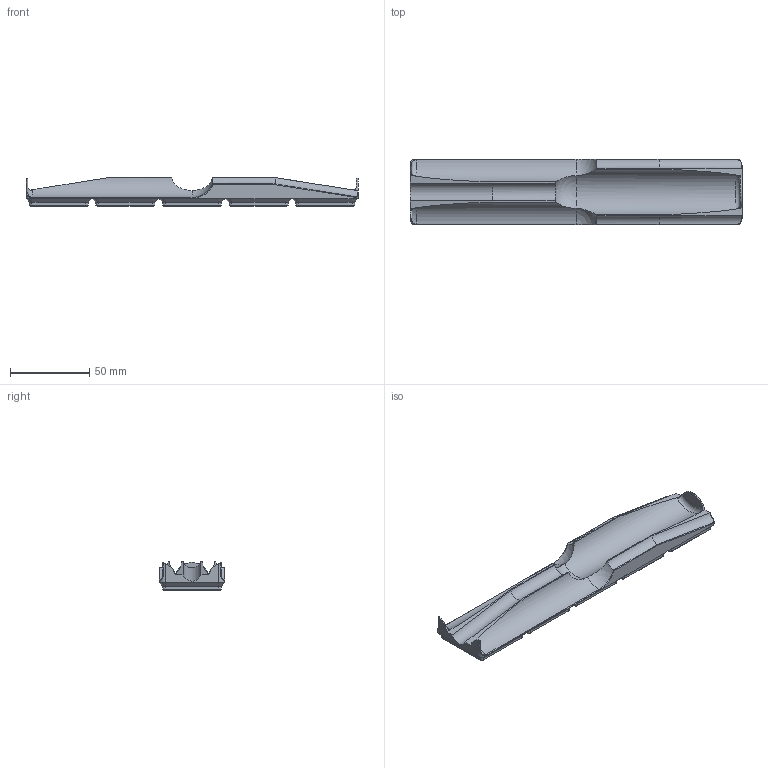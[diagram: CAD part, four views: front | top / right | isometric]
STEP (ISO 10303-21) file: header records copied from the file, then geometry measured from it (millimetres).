
FILE_DESCRIPTION(/* description */ ('STEP AP242','CAx-IF Rec.Pracs.---Representation and Presentation of Product Manufacturing Information (PMI)---4.0---2014-10-13','CAx-IF Rec.Pracs.---3D Tessellated Geometry---0.4---2014-09-14','2;1'),/* implementation_level */ '2;1');
FILE_NAME(/* name */ '64c1a4ba1eba220bcaa3a8df',/* time_stamp */ '2023-07-26T22:56:58Z',/* author */ (''),/* organization */ (''),/* preprocessor_version */ 'ST-DEVELOPER v19.4',/* originating_system */ ' ',/* authorisation */ ' ');
FILE_SCHEMA (('AP242_MANAGED_MODEL_BASED_3D_ENGINEERING_MIM_LF { 1 0 10303 442 1 1 4 }'));
Length unit declared in the file: metre
Products named in the file (1): 1x5 Driver Tray
Bounding box: 209.5 x 41.5 x 18.1 mm (x, y, z)
Volume: 75584.1 mm3; surface area: 26207.6 mm2
Topology: 1 solids, 1 shells, 368 faces, 872 edges, 525 vertices
Faces by surface type: plane 228, cylinder 84, cone 40, bspline 8, torus 5, sphere 3
Full cylindrical faces by diameter (mm): 3 x20, 6.4 x20
Entity records: 10102 total; most frequent: CARTESIAN_POINT 1985, DIRECTION 1758, ORIENTED_EDGE 1580, EDGE_CURVE 790, AXIS2_PLACEMENT_3D 653, VERTEX_POINT 484, LINE 452, VECTOR 452
